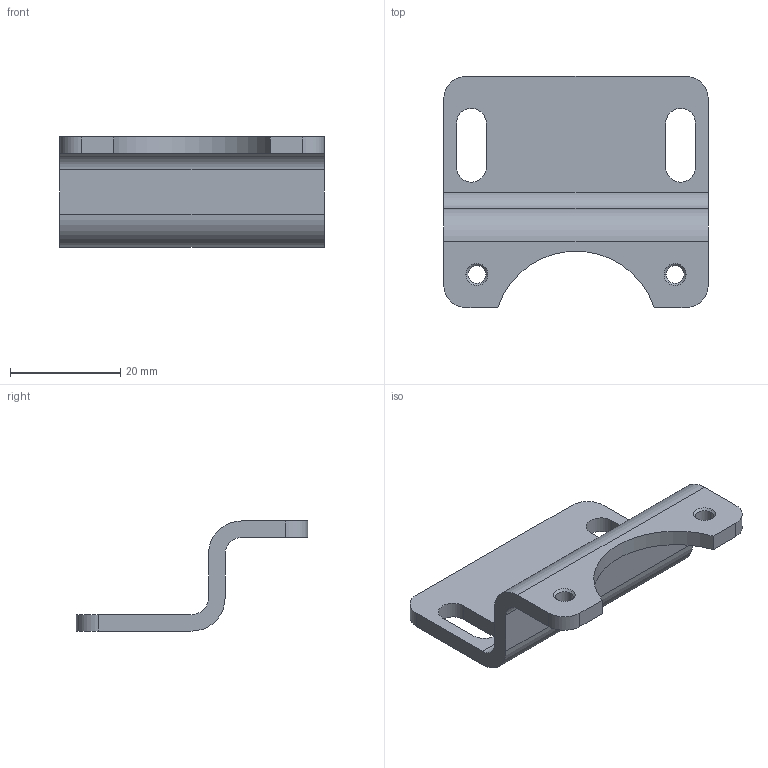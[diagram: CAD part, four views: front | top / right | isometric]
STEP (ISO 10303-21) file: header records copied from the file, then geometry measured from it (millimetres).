
FILE_DESCRIPTION (( 'STEP AP214' ), '1' );
FILE_NAME ('KN-ZW11.STEP', '2017-10-19T08:54:13', ( '' ), ( '' ), 'SwSTEP 2.0', 'SolidWorks 2017', '' );
FILE_SCHEMA (( 'AUTOMOTIVE_DESIGN' ));
Length unit declared in the file: millimetre
Products named in the file (1): KN-ZW11
Bounding box: 48 x 42 x 20 mm (x, y, z)
Volume: 6810.1 mm3; surface area: 5417.9 mm2
Topology: 1 solids, 1 shells, 40 faces, 108 edges, 70 vertices
Faces by surface type: cylinder 17, plane 15, cone 8
Entity records: 1318 total; most frequent: DIRECTION 234, CARTESIAN_POINT 219, ORIENTED_EDGE 216, EDGE_CURVE 108, AXIS2_PLACEMENT_3D 85, VERTEX_POINT 70, VECTOR 64, LINE 64
